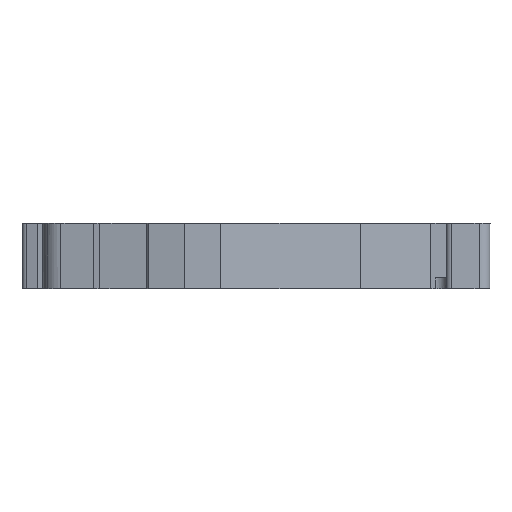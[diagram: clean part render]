
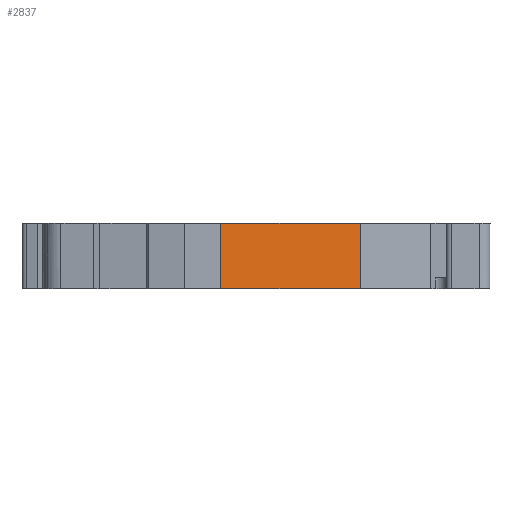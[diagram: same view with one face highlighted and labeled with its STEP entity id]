
A CAD part, left-side view. The second image highlights one B-rep face of the part: STEP entity #2837.
In plain terms, the highlighted planar face has unit normal (-0.986, -0.165, 0).
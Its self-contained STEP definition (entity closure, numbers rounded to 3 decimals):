
#441 = DIRECTION ( 'NONE',  ( 0., 0., 1. ) ) ;
#474 = CARTESIAN_POINT ( 'NONE',  ( -27.252, 3.835, 2.16 ) ) ;
#941 = EDGE_CURVE ( 'NONE', #7214, #7795, #7984, .T. ) ;
#2837 = ADVANCED_FACE ( 'NONE', ( #13642 ), #9672, .F. ) ;
#3371 = DIRECTION ( 'NONE',  ( 0.165, -0.986, 0. ) ) ;
#3462 = VECTOR ( 'NONE', #12218, 1000. ) ;
#3932 = EDGE_CURVE ( 'NONE', #15534, #7214, #9056, .T. ) ;
#5142 = VECTOR ( 'NONE', #3371, 1000. ) ;
#6151 = CARTESIAN_POINT ( 'NONE',  ( -27.252, 3.835, -3.84 ) ) ;
#7160 = CARTESIAN_POINT ( 'NONE',  ( -22.435, -24.943, -3.84 ) ) ;
#7214 = VERTEX_POINT ( 'NONE', #10287 ) ;
#7795 = VERTEX_POINT ( 'NONE', #16926 ) ;
#7984 = B_SPLINE_CURVE_WITH_KNOTS ( 'NONE', 3,
 ( #9830, #10975, #9725, #9685 ),
 .UNSPECIFIED., .F., .F.,
 ( 4, 4 ),
 ( 0., 1. ),
 .UNSPECIFIED. ) ;
#8628 = CARTESIAN_POINT ( 'NONE',  ( -25.115, -8.933, -3.84 ) ) ;
#8708 = LINE ( 'NONE', #7160, #5142 ) ;
#8863 = ORIENTED_EDGE ( 'NONE', *, *, #3932, .F. ) ;
#8969 = EDGE_CURVE ( 'NONE', #13082, #7795, #13554, .T. ) ;
#9056 = LINE ( 'NONE', #474, #15899 ) ;
#9270 = DIRECTION ( 'NONE',  ( -0.165, 0.986, 0. ) ) ;
#9295 = DIRECTION ( 'NONE',  ( 0.986, 0.165, 0. ) ) ;
#9327 = CARTESIAN_POINT ( 'NONE',  ( -22.435, -24.943, 2.16 ) ) ;
#9672 = PLANE ( 'NONE',  #10464 ) ;
#9685 = CARTESIAN_POINT ( 'NONE',  ( -25.115, -8.933, 2.16 ) ) ;
#9725 = CARTESIAN_POINT ( 'NONE',  ( -25.827, -4.677, 2.16 ) ) ;
#9830 = CARTESIAN_POINT ( 'NONE',  ( -27.252, 3.835, 2.16 ) ) ;
#10287 = CARTESIAN_POINT ( 'NONE',  ( -27.252, 3.835, 2.16 ) ) ;
#10464 = AXIS2_PLACEMENT_3D ( 'NONE', #9327, #9295, #9270 ) ;
#10801 = EDGE_CURVE ( 'NONE', #15534, #13082, #8708, .T. ) ;
#10975 = CARTESIAN_POINT ( 'NONE',  ( -26.539, -0.421, 2.16 ) ) ;
#11105 = ORIENTED_EDGE ( 'NONE', *, *, #10801, .T. ) ;
#12218 = DIRECTION ( 'NONE',  ( 0., 0., 1. ) ) ;
#12324 = ORIENTED_EDGE ( 'NONE', *, *, #8969, .T. ) ;
#12329 = CARTESIAN_POINT ( 'NONE',  ( -25.115, -8.933, 2.16 ) ) ;
#13082 = VERTEX_POINT ( 'NONE', #8628 ) ;
#13554 = LINE ( 'NONE', #12329, #3462 ) ;
#13642 = FACE_OUTER_BOUND ( 'NONE', #15651, .T. ) ;
#13925 = ORIENTED_EDGE ( 'NONE', *, *, #941, .F. ) ;
#15534 = VERTEX_POINT ( 'NONE', #6151 ) ;
#15651 = EDGE_LOOP ( 'NONE', ( #12324, #13925, #8863, #11105 ) ) ;
#15899 = VECTOR ( 'NONE', #441, 1000. ) ;
#16926 = CARTESIAN_POINT ( 'NONE',  ( -25.115, -8.933, 2.16 ) ) ;
